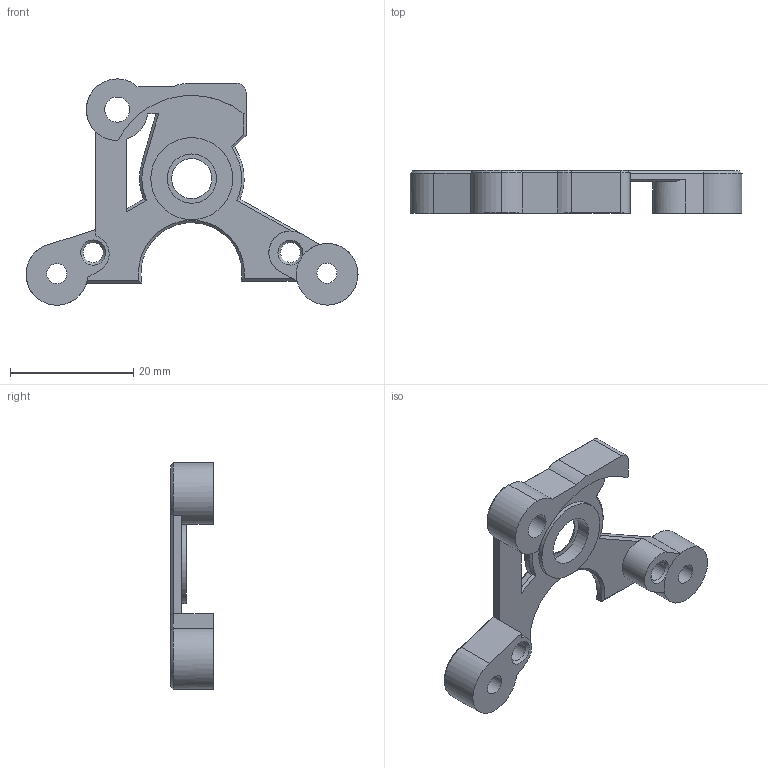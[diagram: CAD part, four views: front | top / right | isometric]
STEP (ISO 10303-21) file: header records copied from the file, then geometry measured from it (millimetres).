
FILE_DESCRIPTION(('HOOPS Exchange Step'),'2;1');
FILE_NAME('temp_export','2022-08-25T20:24:50+20:00',('mikearmstrong'),('Shapr3D Limited'),'HOOPS Exchange 2022.1','Shapr3D','Authorized');
FILE_SCHEMA( ('AP203_CONFIGURATION_CONTROLLED_3D_DESIGN_OF_MECHANICAL_PARTS_AND_ASSEMBLIES_MIM_LF') );
Length unit declared in the file: millimetre
Products named in the file (1): Transmission Plate
Bounding box: 53.86 x 6.91 x 36.72 mm (x, y, z)
Volume: 2909.6 mm3; surface area: 3171.5 mm2
Topology: 1 solids, 1 shells, 98 faces, 251 edges, 157 vertices
Faces by surface type: plane 49, cylinder 29, cone 20
Full cylindrical faces by diameter (mm): 3.25 x4, 4.06 x1, 4.7 x1, 6.5 x1, 8 x1, 13.3 x1
Entity records: 3034 total; most frequent: CARTESIAN_POINT 578, DIRECTION 518, ORIENTED_EDGE 502, EDGE_CURVE 251, AXIS2_PLACEMENT_3D 192, VERTEX_POINT 157, VECTOR 134, LINE 134
